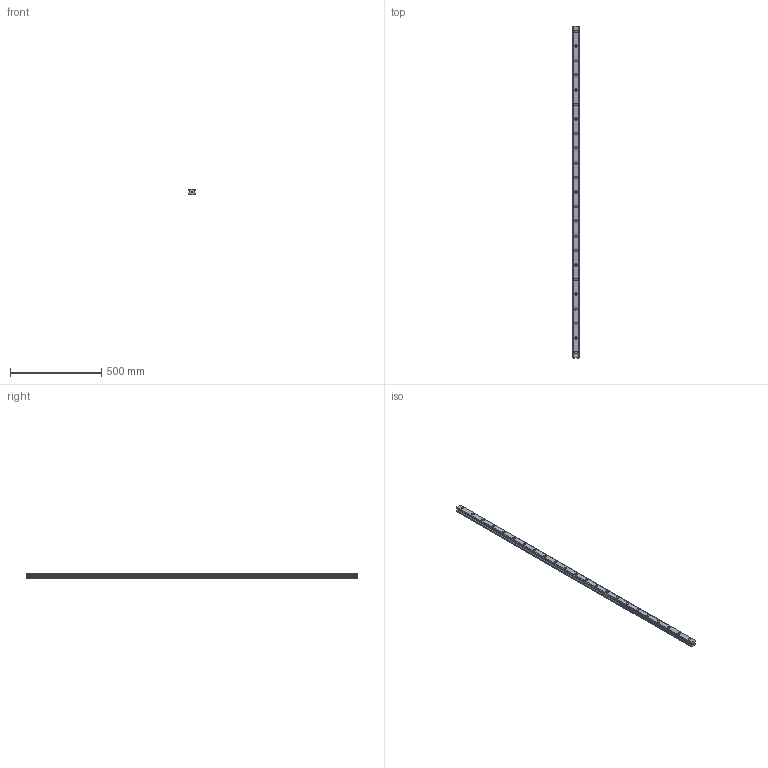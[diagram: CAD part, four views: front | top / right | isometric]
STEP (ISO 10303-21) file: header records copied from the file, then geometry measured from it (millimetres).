
FILE_DESCRIPTION(('STEP AP214'),'1');
FILE_NAME('cctmp_149B58D7-84D5-4D65-9DB6-AD56256AFD70_2020_6_30_15_35_23_431..stp','2020-06-30T13:35:23',('HIWIN GmbH'),('CADClick - www.CADClick.com'),'Spatial InterOp 3D',' ','unknown authorization');
FILE_SCHEMA(('AUTOMOTIVE_DESIGN'));
Length unit declared in the file: millimetre
Products named in the file (1): HGR35R1820H_FILE
Bounding box: 34 x 1820 x 29 mm (x, y, z)
Volume: 1486593.3 mm3; surface area: 264526.2 mm2
Topology: 1 solids, 1 shells, 322 faces, 741 edges, 494 vertices
Faces by surface type: plane 162, cylinder 160
Entity records: 11825 total; most frequent: DIRECTION 1707, CARTESIAN_POINT 1558, ORIENTED_EDGE 1482, EDGE_CURVE 741, AXIS2_PLACEMENT_3D 643, VERTEX_POINT 494, LINE 421, VECTOR 421
